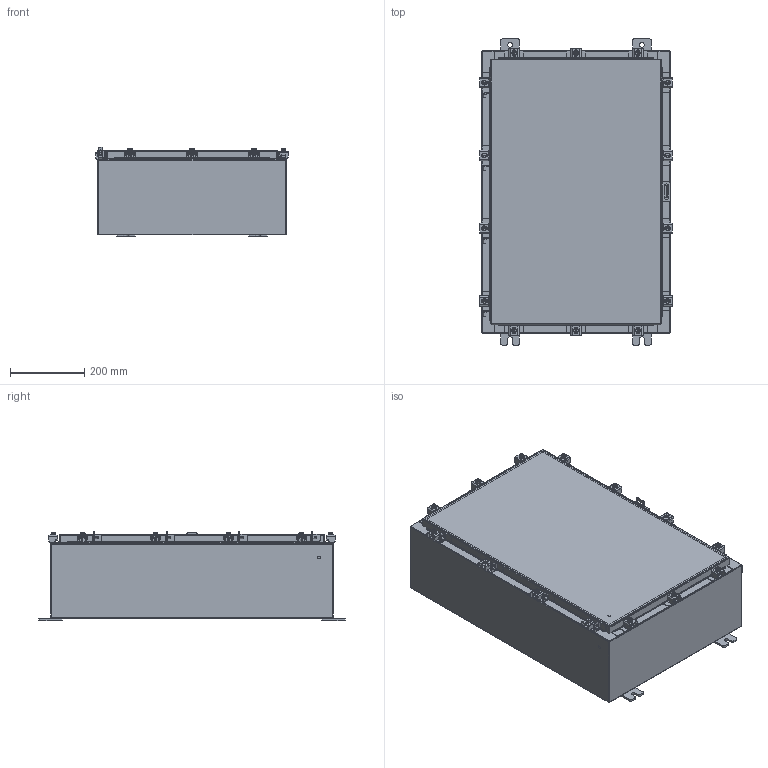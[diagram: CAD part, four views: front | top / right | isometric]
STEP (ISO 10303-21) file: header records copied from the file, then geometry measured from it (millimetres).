
FILE_DESCRIPTION (( 'STEP AP203' ), '1' );
FILE_NAME ('EX30H2008SSWP.STEP', '2015-04-03T14:40:46', ( 'changeme' ), ( 'Microsoft' ), 'SwSTEP 2.0', 'SolidWorks 2014', '' );
FILE_SCHEMA (( 'CONFIG_CONTROL_DESIGN' ));
Length unit declared in the file: inch
Products named in the file (24): EX30H2008SSWP Clamp Bracket; EX30H2008SSWP Top; 22101002_RTP29; N-WMT04X30402202210-00 22104005_DEFAULT; 30X10 Clamp Bracket2; 22104005_DEFAULT_RTP30; N-WMT04X30402202210-00 Clamp Top; N-WMT04X30402202210-00 22101002; Clamp Top_RTP31; EX30H2008SSWP Backpanel; Special Clamp Assembly; EX30H2008SSWP Clamp Assembly; EX30H2008SSWP Mounting Studs; EX30H2008SSWP Special Clamp; EX30H2008SSWP Standard Clamps; EX30H2008SSWP Bottom; Quarter-20 CD Stud; ATEX CLAMP HINGE BRAKET; EX30H2008SSWP Cover; EX30H2008SSWP Padlock Staple; HW-CLN-NH-20330; EX30H2008SSWP Body; EX30H2008SSWP Padlock Hasp; EX30H2008SSWP
Assembly tree (47 placements, depth 4):
  EX30H2008SSWP
    EX30H2008SSWP Backpanel
    EX30H2008SSWP Mounting Studs  x4
    Quarter-20 CD Stud  x2
    EX30H2008SSWP Padlock Staple
    EX30H2008SSWP Padlock Hasp
    EX30H2008SSWP Standard Clamps  x10
      EX30H2008SSWP Clamp Bracket
      EX30H2008SSWP Clamp Assembly
        22101002_RTP29  x2
        22104005_DEFAULT_RTP30
        Clamp Top_RTP31
    EX30H2008SSWP Cover
    EX30H2008SSWP Body
    EX30H2008SSWP Bottom
    EX30H2008SSWP Top
    EX30H2008SSWP Special Clamp  x4
      30X10 Clamp Bracket2
      Special Clamp Assembly
        N-WMT04X30402202210-00 22101002  x2
        N-WMT04X30402202210-00 22104005_DEFAULT
        N-WMT04X30402202210-00 Clamp Top
    ATEX CLAMP HINGE BRAKET  x4
    HW-CLN-NH-20330  x4
Bounding box: 518.7 x 825.5 x 240.1 mm (x, y, z)
Volume: 3756878.8 mm3; surface area: 3683520 mm2
Topology: 95 solids, 95 shells, 2372 faces, 5848 edges, 3704 vertices
Faces by surface type: plane 1279, cylinder 913, cone 104, torus 60, bspline 16
Entity records: 23115 total; most frequent: CARTESIAN_POINT 4053, DIRECTION 3415, ORIENTED_EDGE 3194, EDGE_CURVE 1597, AXIS2_PLACEMENT_3D 1180, LINE 1055, VECTOR 1055, VERTEX_POINT 974
